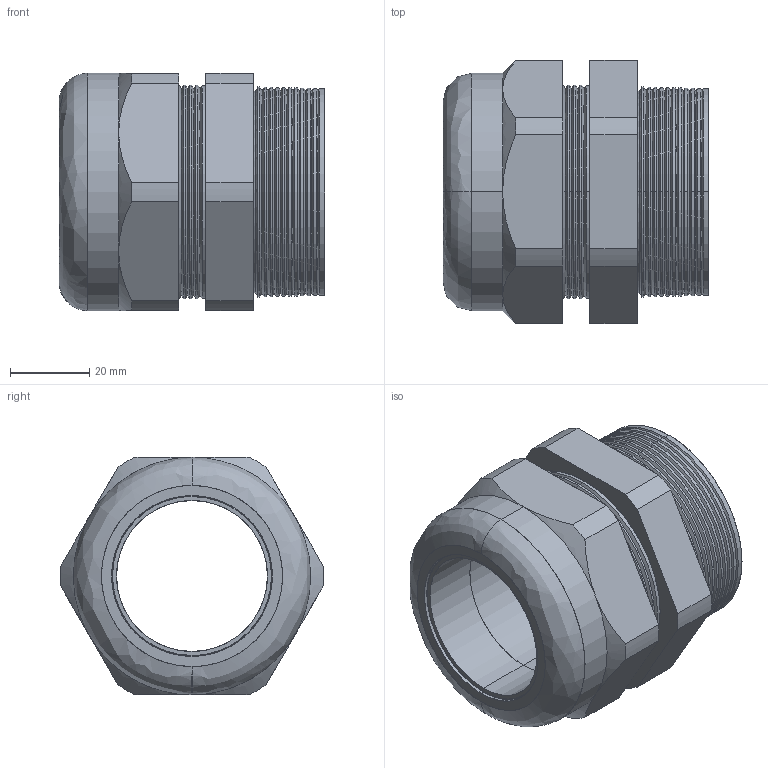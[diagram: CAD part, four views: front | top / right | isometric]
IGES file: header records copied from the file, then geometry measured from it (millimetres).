
Start section: SolidWorks IGES file using analytic representation for surfaces
Global section: file name: CD42CA-BK.IGS; native system: SolidWorks 2007; preprocessor: SolidWorks 2007; author: BAYSTATE-01; date: 080523.172958; units: inch
Bounding box: 67.06 x 66.52 x 59.94 mm (x, y, z)
Surface area: 31753.3 mm2 (no closed solid volume)
Topology: 0 solids, 0 shells, 152 faces, 1526 edges, 1526 vertices
Faces by surface type: revolution 122, bspline 30
